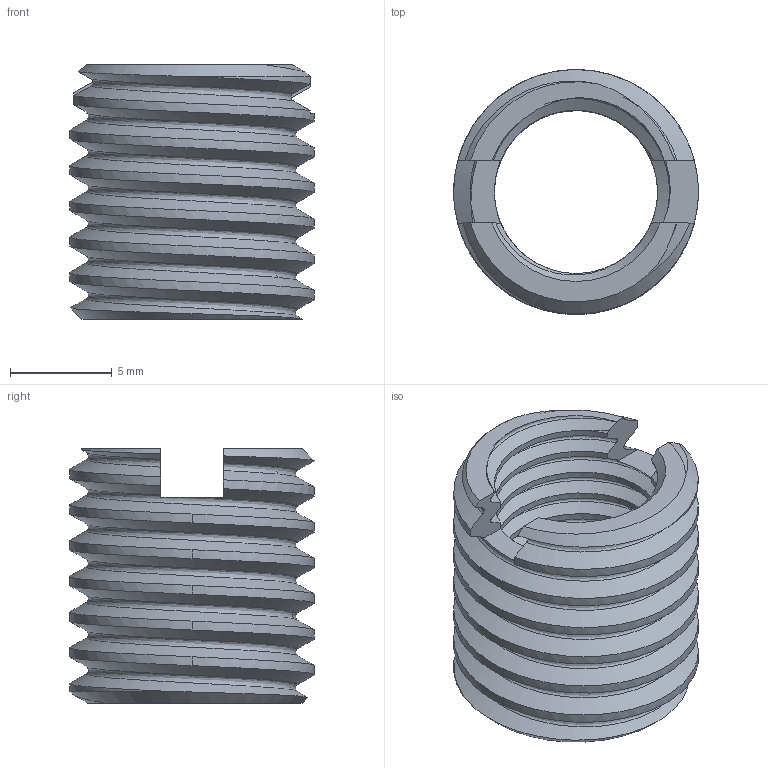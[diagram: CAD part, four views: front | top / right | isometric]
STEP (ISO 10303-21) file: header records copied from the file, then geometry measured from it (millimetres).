
FILE_DESCRIPTION (( 'STEP AP214' ), '1' );
FILE_NAME ('B002QUZNUO.3D.STEP', '2014-04-22T07:28:59', ( '' ), ( '' ), 'SwSTEP 2.0', 'SolidWorks 2012', '' );
FILE_SCHEMA (( 'AUTOMOTIVE_DESIGN' ));
Length unit declared in the file: inch
Products named in the file (1): B002QUZNUO.3D
Bounding box: 12 x 12 x 12.5 mm (x, y, z)
Volume: 482 mm3; surface area: 1245.9 mm2
Topology: 1 solids, 1 shells, 80 faces, 238 edges, 159 vertices
Faces by surface type: cylinder 35, bspline 26, cone 10, plane 9
Entity records: 20886 total; most frequent: CARTESIAN_POINT 19199, ORIENTED_EDGE 476, EDGE_CURVE 238, DIRECTION 197, VERTEX_POINT 159, B_SPLINE_CURVE_WITH_KNOTS 84, EDGE_LOOP 81, FACE_OUTER_BOUND 80
